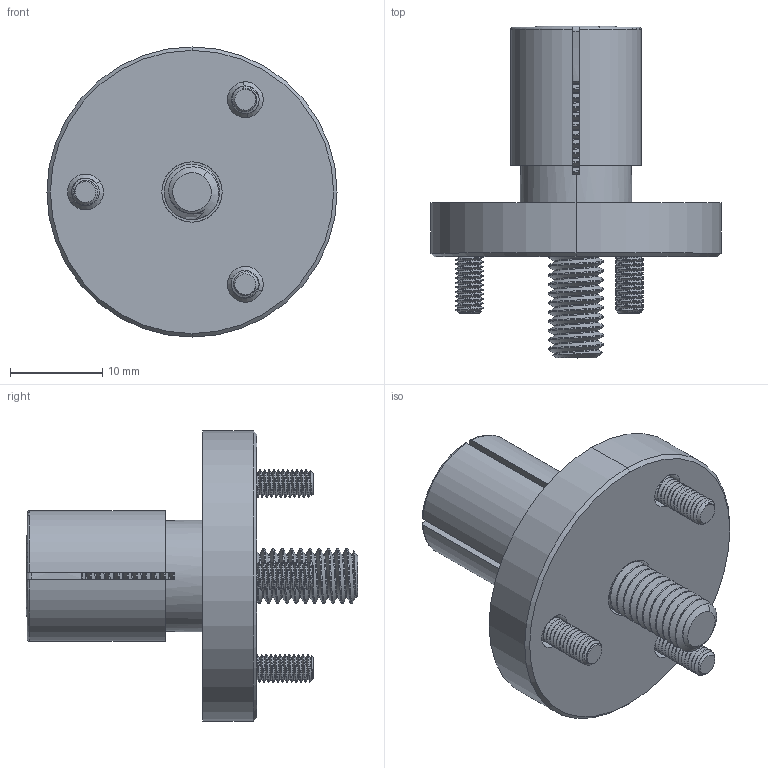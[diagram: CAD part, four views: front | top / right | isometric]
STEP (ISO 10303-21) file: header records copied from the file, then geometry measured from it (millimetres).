
FILE_DESCRIPTION (( 'STEP AP214' ), '1' );
FILE_NAME ('38100DD for Step as Part.STEP', '2022-03-11T19:33:45', ( '' ), ( '' ), 'SwSTEP 2.0', 'SolidWorks 2021', '' );
FILE_SCHEMA (( 'AUTOMOTIVE_DESIGN' ));
Length unit declared in the file: inch
Products named in the file (1): 38100DD for Step as Part
Bounding box: 31.47 x 36 x 31.47 mm (x, y, z)
Volume: 6913.3 mm3; surface area: 5746.9 mm2
Topology: 5 solids, 5 shells, 497 faces, 1367 edges, 888 vertices
Faces by surface type: cylinder 351, plane 66, cone 62, torus 10, bspline 8
Entity records: 29540 total; most frequent: CARTESIAN_POINT 12309, ORIENTED_EDGE 2734, DIRECTION 1793, EDGE_CURVE 1367, VERTEX_POINT 888, AXIS2_PLACEMENT_3D 656, EDGE_LOOP 513, DIMENSIONAL_EXPONENTS 504
